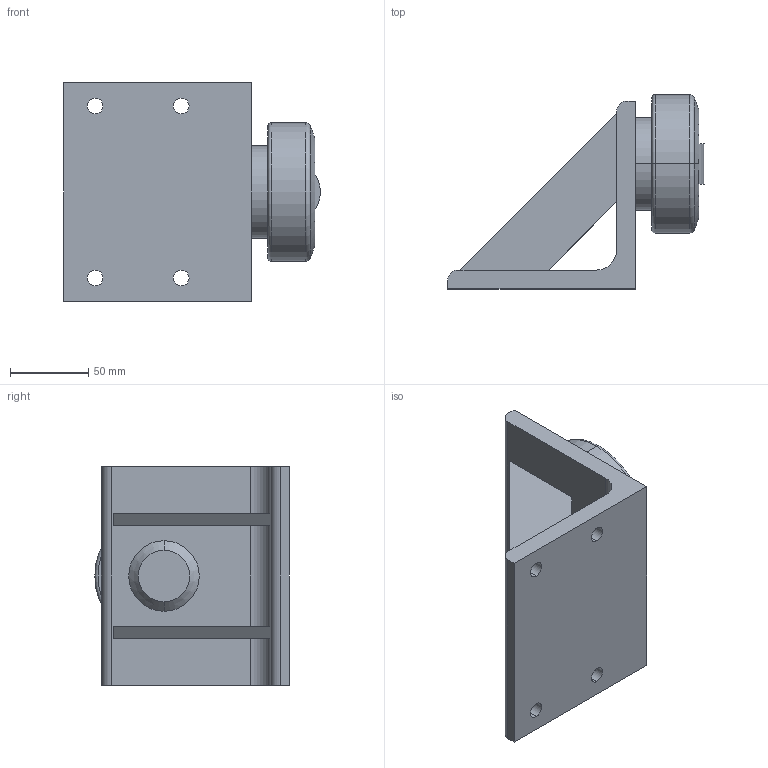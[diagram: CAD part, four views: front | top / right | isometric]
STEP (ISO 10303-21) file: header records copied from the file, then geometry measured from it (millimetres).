
FILE_DESCRIPTION( ( '' ), '1' );
FILE_NAME( 'alfatec_tr_090_0200___bw_2_03.stp', '2005-12-22T12:57:56', ( '' ), ( '' ), ' ', ' ', ' ' );
FILE_SCHEMA( ( 'CONFIG_CONTROL_DESIGN' ) );
Length unit declared in the file: millimetre
Products named in the file (2): 1; 2
Bounding box: 163.93 x 124.2 x 140 mm (x, y, z)
Volume: 655509.1 mm3; surface area: 111075.1 mm2
Topology: 2 solids, 2 shells, 50 faces, 121 edges, 78 vertices
Faces by surface type: plane 22, cylinder 20, cone 4, torus 4
Entity records: 1590 total; most frequent: DIRECTION 277, CARTESIAN_POINT 251, ORIENTED_EDGE 242, EDGE_CURVE 121, AXIS2_PLACEMENT_3D 104, VERTEX_POINT 78, LINE 69, VECTOR 69
